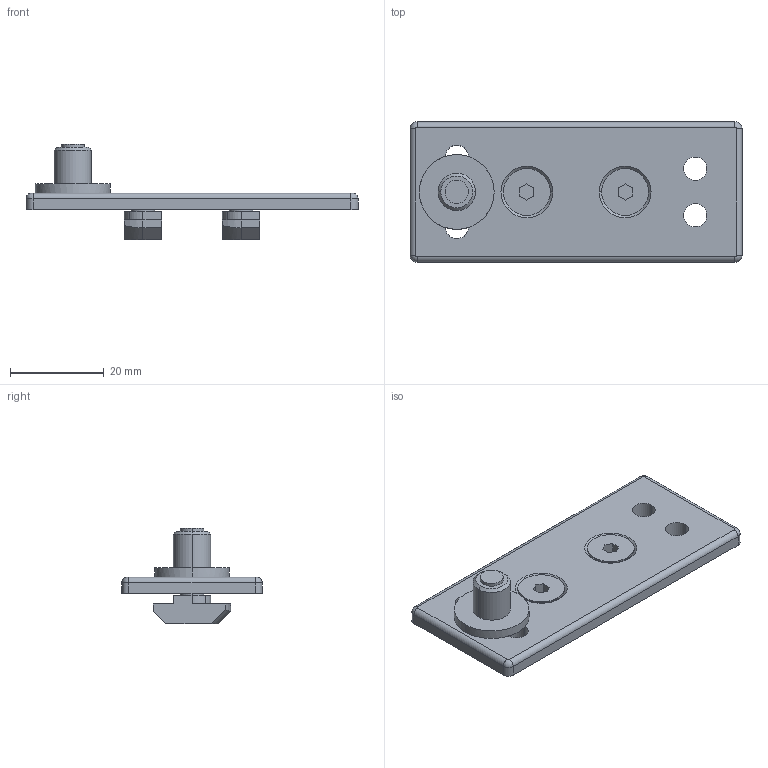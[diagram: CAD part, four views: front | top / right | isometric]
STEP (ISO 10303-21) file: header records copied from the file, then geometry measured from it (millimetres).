
FILE_DESCRIPTION(('STEP AP214'),'1');
FILE_NAME('cctmp_01A7DD8B-9654-4BAA-B3BC-FE39888A60DE_2020_1_9_16_46_10_266..stp','2020-01-09T15:46:10',('Bosch Rexroth AG'),('CADClick - www.CADClick.com'),'Spatial InterOp 3D',' ','unknown authorization - (Healing Option Enabled)');
FILE_SCHEMA(('AUTOMOTIVE_DESIGN'));
Length unit declared in the file: millimetre
Products named in the file (1): 1
Bounding box: 71 x 30 x 20.5 mm (x, y, z)
Volume: 9046.1 mm3; surface area: 6575 mm2
Topology: 3 solids, 3 shells, 115 faces, 282 edges, 178 vertices
Faces by surface type: plane 51, cylinder 50, cone 10, torus 4
Entity records: 4382 total; most frequent: DIRECTION 632, CARTESIAN_POINT 578, ORIENTED_EDGE 564, EDGE_CURVE 282, AXIS2_PLACEMENT_3D 232, VERTEX_POINT 178, LINE 168, VECTOR 168
